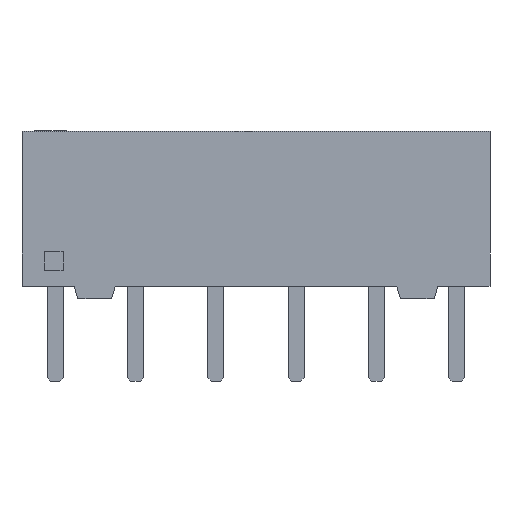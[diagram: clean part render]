
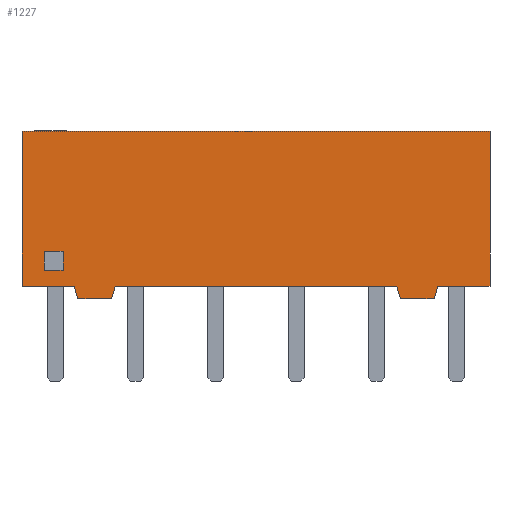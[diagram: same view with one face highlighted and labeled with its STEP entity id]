
A CAD part, front view. The second image highlights one B-rep face of the part: STEP entity #1227.
In plain terms, the highlighted planar face has unit normal (0, -1, 0).
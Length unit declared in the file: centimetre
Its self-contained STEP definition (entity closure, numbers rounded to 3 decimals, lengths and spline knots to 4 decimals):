
#144=VERTEX_POINT('',#1746);
#147=VERTEX_POINT('',#1751);
#150=VERTEX_POINT('',#1758);
#151=VERTEX_POINT('',#1760);
#152=VERTEX_POINT('',#1764);
#155=VERTEX_POINT('',#1772);
#156=VERTEX_POINT('',#1776);
#157=VERTEX_POINT('',#1777);
#164=VERTEX_POINT('',#1798);
#165=VERTEX_POINT('',#1799);
#176=VERTEX_POINT('',#1831);
#177=VERTEX_POINT('',#1833);
#179=VERTEX_POINT('',#1839);
#181=VERTEX_POINT('',#1845);
#182=VERTEX_POINT('',#1853);
#183=VERTEX_POINT('',#1857);
#295=VECTOR('',#1448,1.);
#298=VECTOR('',#1452,1.);
#300=VECTOR('',#1455,1.);
#304=VECTOR('',#1460,1.);
#306=VECTOR('',#1463,1.);
#310=VECTOR('',#1468,1.);
#316=VECTOR('',#1476,1.);
#333=VECTOR('',#1499,1.);
#337=VECTOR('',#1504,1.);
#340=VECTOR('',#1508,1.);
#342=VECTOR('',#1511,1.);
#344=VECTOR('',#1515,1.);
#345=VECTOR('',#1517,1.);
#346=VECTOR('',#1518,1.);
#459=LINE('',#1752,#295);
#462=LINE('',#1759,#298);
#464=LINE('',#1763,#300);
#468=LINE('',#1771,#304);
#470=LINE('',#1775,#306);
#474=LINE('',#1784,#310);
#480=LINE('',#1796,#316);
#497=LINE('',#1832,#333);
#501=LINE('',#1840,#337);
#504=LINE('',#1846,#340);
#506=LINE('',#1849,#342);
#508=LINE('',#1854,#344);
#509=LINE('',#1856,#345);
#510=LINE('',#1858,#346);
#623=EDGE_CURVE('',#144,#147,#459,.T.);
#626=EDGE_CURVE('',#150,#151,#462,.T.);
#628=EDGE_CURVE('',#152,#147,#464,.T.);
#632=EDGE_CURVE('',#144,#155,#468,.T.);
#634=EDGE_CURVE('',#156,#157,#470,.T.);
#638=EDGE_CURVE('',#152,#151,#474,.T.);
#646=EDGE_CURVE('',#156,#155,#480,.T.);
#648=EDGE_CURVE('',#150,#164,#459,.T.);
#649=EDGE_CURVE('',#165,#157,#459,.T.);
#665=EDGE_CURVE('',#177,#176,#497,.T.);
#669=EDGE_CURVE('',#176,#179,#501,.T.);
#672=EDGE_CURVE('',#179,#181,#504,.T.);
#674=EDGE_CURVE('',#181,#177,#506,.T.);
#676=EDGE_CURVE('',#164,#182,#508,.T.);
#677=EDGE_CURVE('',#182,#183,#509,.T.);
#678=EDGE_CURVE('',#165,#183,#510,.T.);
#988=ORIENTED_EDGE('',*,*,#626,.F.);
#989=ORIENTED_EDGE('',*,*,#648,.T.);
#990=ORIENTED_EDGE('',*,*,#676,.T.);
#991=ORIENTED_EDGE('',*,*,#677,.T.);
#992=ORIENTED_EDGE('',*,*,#678,.F.);
#993=ORIENTED_EDGE('',*,*,#649,.T.);
#994=ORIENTED_EDGE('',*,*,#634,.F.);
#995=ORIENTED_EDGE('',*,*,#646,.T.);
#996=ORIENTED_EDGE('',*,*,#632,.F.);
#997=ORIENTED_EDGE('',*,*,#623,.T.);
#998=ORIENTED_EDGE('',*,*,#628,.F.);
#999=ORIENTED_EDGE('',*,*,#638,.T.);
#1000=ORIENTED_EDGE('',*,*,#665,.T.);
#1001=ORIENTED_EDGE('',*,*,#669,.T.);
#1002=ORIENTED_EDGE('',*,*,#672,.T.);
#1003=ORIENTED_EDGE('',*,*,#674,.T.);
#1085=EDGE_LOOP('',(#988,#989,#990,#991,#992,#993,#994,#995,#996,#997,#998,
#999));
#1086=EDGE_LOOP('',(#1000,#1001,#1002,#1003));
#1159=FACE_BOUND('',#1085,.T.);
#1160=FACE_BOUND('',#1086,.T.);
#1227=ADVANCED_FACE('',(#1159,#1160),#1923,.T.);
#1291=AXIS2_PLACEMENT_3D('',#1855,#1516,$);
#1448=DIRECTION('',(1.,0.,0.));
#1452=DIRECTION('',(-0.276,0.,-0.961));
#1455=DIRECTION('',(-0.276,0.,0.961));
#1460=DIRECTION('',(-0.276,0.,-0.961));
#1463=DIRECTION('',(-0.276,0.,0.961));
#1468=DIRECTION('',(1.,0.,0.));
#1476=DIRECTION('',(1.,0.,0.));
#1499=DIRECTION('',(1.,0.,0.));
#1504=DIRECTION('',(0.,0.,-1.));
#1508=DIRECTION('',(-1.,0.,0.));
#1511=DIRECTION('',(0.,0.,1.));
#1515=DIRECTION('',(0.,0.,1.));
#1516=DIRECTION('',(0.,-1.,0.));
#1517=DIRECTION('',(-1.,0.,0.));
#1518=DIRECTION('',(0.,0.,1.));
#1746=CARTESIAN_POINT('',(-0.445,-0.1075,0.04));
#1751=CARTESIAN_POINT('',(0.445,-0.1075,0.04));
#1752=CARTESIAN_POINT('',(-0.74,-0.1075,0.04));
#1758=CARTESIAN_POINT('',(0.575,-0.1075,0.04));
#1759=CARTESIAN_POINT('',(0.5503,-0.1075,-0.0462));
#1760=CARTESIAN_POINT('',(0.5635,-0.1075,0.));
#1763=CARTESIAN_POINT('',(0.431,-0.1075,0.089));
#1764=CARTESIAN_POINT('',(0.4565,-0.1075,0.));
#1771=CARTESIAN_POINT('',(-0.431,-0.1075,0.089));
#1772=CARTESIAN_POINT('',(-0.4565,-0.1075,0.));
#1775=CARTESIAN_POINT('',(-0.5503,-0.1075,-0.0462));
#1776=CARTESIAN_POINT('',(-0.5635,-0.1075,0.));
#1777=CARTESIAN_POINT('',(-0.575,-0.1075,0.04));
#1784=CARTESIAN_POINT('',(0.575,-0.1075,0.));
#1796=CARTESIAN_POINT('',(-0.575,-0.1075,0.));
#1798=CARTESIAN_POINT('',(0.74,-0.1075,0.04));
#1799=CARTESIAN_POINT('',(-0.74,-0.1075,0.04));
#1831=CARTESIAN_POINT('',(-0.61,-0.1075,0.15));
#1832=CARTESIAN_POINT('',(-0.32,-0.1075,0.15));
#1833=CARTESIAN_POINT('',(-0.67,-0.1075,0.15));
#1839=CARTESIAN_POINT('',(-0.61,-0.1075,0.09));
#1840=CARTESIAN_POINT('',(-0.61,-0.1075,0.08));
#1845=CARTESIAN_POINT('',(-0.67,-0.1075,0.09));
#1846=CARTESIAN_POINT('',(-0.32,-0.1075,0.09));
#1849=CARTESIAN_POINT('',(-0.67,-0.1075,0.08));
#1853=CARTESIAN_POINT('',(0.74,-0.1075,0.53));
#1854=CARTESIAN_POINT('',(0.74,-0.1075,0.04));
#1855=CARTESIAN_POINT('',(0.,-0.1075,0.04));
#1856=CARTESIAN_POINT('',(-0.74,-0.1075,0.53));
#1857=CARTESIAN_POINT('',(-0.74,-0.1075,0.53));
#1858=CARTESIAN_POINT('',(-0.74,-0.1075,0.04));
#1923=PLANE('',#1291);
